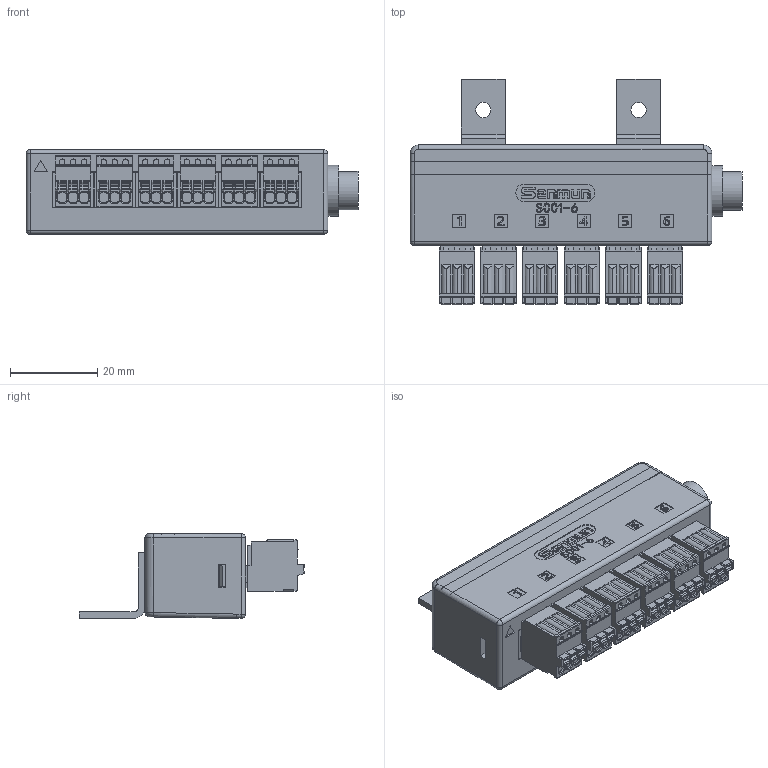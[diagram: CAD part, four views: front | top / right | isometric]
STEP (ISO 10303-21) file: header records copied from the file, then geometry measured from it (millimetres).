
FILE_DESCRIPTION(/* description */ (''),/* implementation_level */ '2;1');
FILE_NAME(/* name */ 'S001-6 3D.stp',/* time_stamp */ '2024-08-15T15:27:01+08:00',/* author */ (''),/* organization */ (''),/* preprocessor_version */ 'ST-DEVELOPER v14',/* originating_system */ 'SIEMENS PLM Software NX 8.0',/* authorisation */ '');
FILE_SCHEMA (('AUTOMOTIVE_DESIGN { 1 0 10303 214 3 1 1 1 }'));
Products named in the file (1): S001-6 3D_stp
Bounding box: 75.9 x 51.5 x 19.4 mm (x, y, z)
Volume: 36675.6 mm3; surface area: 18681.8 mm2
Topology: 3 solids, 20 shells, 2600 faces, 6935 edges, 4472 vertices
Faces by surface type: plane 1809, cylinder 572, torus 110, extrusion 50, cone 47, bspline 8, sphere 4
Full cylindrical faces by diameter (mm): 3.5 x4, 8.8 x1, 11.6 x1
Entity records: 88526 total; most frequent: CARTESIAN_POINT 22268, ORIENTED_EDGE 13836, DIRECTION 13232, EDGE_CURVE 6918, VECTOR 5322, LINE 5272, VERTEX_POINT 4470, AXIS2_PLACEMENT_3D 3955
